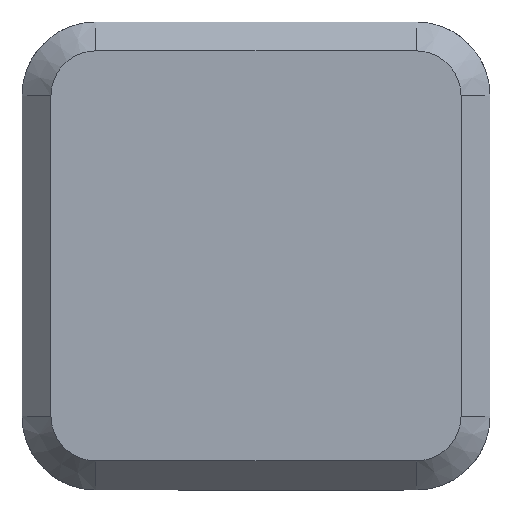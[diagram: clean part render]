
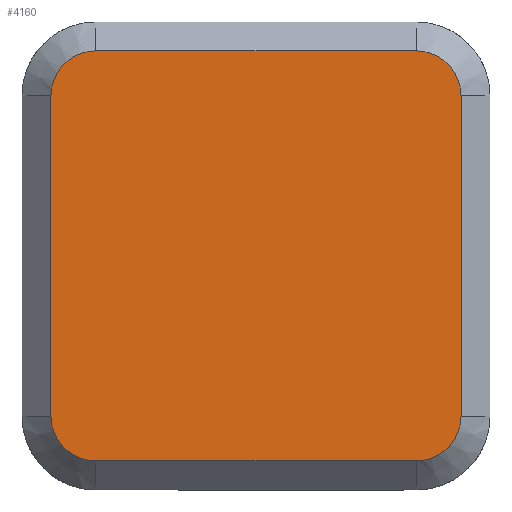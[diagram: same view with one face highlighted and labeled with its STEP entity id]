
A CAD part, top view. The second image highlights one B-rep face of the part: STEP entity #4160.
In plain terms, the highlighted planar face has unit normal (0, 0, 1).
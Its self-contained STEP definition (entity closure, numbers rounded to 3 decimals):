
#2007 = PLANE('',#2008);
#2008 = AXIS2_PLACEMENT_3D('',#2009,#2010,#2011);
#2009 = CARTESIAN_POINT('',(-13.,-16.65,5.5));
#2010 = DIRECTION('',(0.,1.,0.));
#2011 = DIRECTION('',(0.,0.,-1.));
#3604 = CYLINDRICAL_SURFACE('',#3605,3.65);
#3605 = AXIS2_PLACEMENT_3D('',#3606,#3607,#3608);
#3606 = CARTESIAN_POINT('',(13.,-13.,5.5));
#3607 = DIRECTION('',(0.,-0.,-1.));
#3608 = DIRECTION('',(0.,-1.,0.));
#3659 = CYLINDRICAL_SURFACE('',#3660,3.65);
#3660 = AXIS2_PLACEMENT_3D('',#3661,#3662,#3663);
#3661 = CARTESIAN_POINT('',(-13.,-13.,5.5));
#3662 = DIRECTION('',(0.,0.,-1.));
#3663 = DIRECTION('',(-1.,0.,0.));
#3697 = EDGE_CURVE('',#3698,#3700,#3702,.T.);
#3698 = VERTEX_POINT('',#3699);
#3699 = CARTESIAN_POINT('',(-13.,-16.65,5.5));
#3700 = VERTEX_POINT('',#3701);
#3701 = CARTESIAN_POINT('',(13.,-16.65,5.5));
#3702 = SURFACE_CURVE('',#3703,(#3707,#3714),.PCURVE_S1.);
#3703 = LINE('',#3704,#3705);
#3704 = CARTESIAN_POINT('',(-13.,-16.65,5.5));
#3705 = VECTOR('',#3706,1.);
#3706 = DIRECTION('',(1.,0.,0.));
#3707 = PCURVE('',#2007,#3708);
#3708 = DEFINITIONAL_REPRESENTATION('',(#3709),#3713);
#3709 = LINE('',#3710,#3711);
#3710 = CARTESIAN_POINT('',(0.,0.));
#3711 = VECTOR('',#3712,1.);
#3712 = DIRECTION('',(0.,-1.));
#3713 = ( GEOMETRIC_REPRESENTATION_CONTEXT(2) 
PARAMETRIC_REPRESENTATION_CONTEXT() REPRESENTATION_CONTEXT('2D SPACE',''
  ) );
#3714 = PCURVE('',#3715,#3720);
#3715 = PLANE('',#3716);
#3716 = AXIS2_PLACEMENT_3D('',#3717,#3718,#3719);
#3717 = CARTESIAN_POINT('',(0.,0.,5.5)
  );
#3718 = DIRECTION('',(0.,0.,1.));
#3719 = DIRECTION('',(1.,0.,0.));
#3720 = DEFINITIONAL_REPRESENTATION('',(#3721),#3725);
#3721 = LINE('',#3722,#3723);
#3722 = CARTESIAN_POINT('',(-13.,-16.65));
#3723 = VECTOR('',#3724,1.);
#3724 = DIRECTION('',(1.,0.));
#3725 = ( GEOMETRIC_REPRESENTATION_CONTEXT(2) 
PARAMETRIC_REPRESENTATION_CONTEXT() REPRESENTATION_CONTEXT('2D SPACE',''
  ) );
#3801 = PLANE('',#3802);
#3802 = AXIS2_PLACEMENT_3D('',#3803,#3804,#3805);
#3803 = CARTESIAN_POINT('',(16.65,13.,4.3));
#3804 = DIRECTION('',(-1.,0.,0.));
#3805 = DIRECTION('',(0.,0.,1.));
#3863 = PLANE('',#3864);
#3864 = AXIS2_PLACEMENT_3D('',#3865,#3866,#3867);
#3865 = CARTESIAN_POINT('',(-16.65,13.,5.5));
#3866 = DIRECTION('',(1.,0.,0.));
#3867 = DIRECTION('',(0.,0.,-1.));
#3918 = CYLINDRICAL_SURFACE('',#3919,3.65);
#3919 = AXIS2_PLACEMENT_3D('',#3920,#3921,#3922);
#3920 = CARTESIAN_POINT('',(13.,13.,5.5));
#3921 = DIRECTION('',(0.,0.,-1.));
#3922 = DIRECTION('',(1.,0.,0.));
#3973 = CYLINDRICAL_SURFACE('',#3974,3.65);
#3974 = AXIS2_PLACEMENT_3D('',#3975,#3976,#3977);
#3975 = CARTESIAN_POINT('',(-13.,13.,5.5));
#3976 = DIRECTION('',(0.,0.,-1.));
#3977 = DIRECTION('',(0.,1.,0.));
#4037 = PLANE('',#4038);
#4038 = AXIS2_PLACEMENT_3D('',#4039,#4040,#4041);
#4039 = CARTESIAN_POINT('',(-13.,16.65,4.3));
#4040 = DIRECTION('',(0.,-1.,0.));
#4041 = DIRECTION('',(0.,0.,1.));
#4064 = EDGE_CURVE('',#3700,#4065,#4067,.T.);
#4065 = VERTEX_POINT('',#4066);
#4066 = CARTESIAN_POINT('',(16.65,-13.,5.5));
#4067 = SURFACE_CURVE('',#4068,(#4073,#4080),.PCURVE_S1.);
#4068 = CIRCLE('',#4069,3.65);
#4069 = AXIS2_PLACEMENT_3D('',#4070,#4071,#4072);
#4070 = CARTESIAN_POINT('',(13.,-13.,5.5));
#4071 = DIRECTION('',(0.,0.,1.));
#4072 = DIRECTION('',(0.,-1.,0.));
#4073 = PCURVE('',#3604,#4074);
#4074 = DEFINITIONAL_REPRESENTATION('',(#4075),#4079);
#4075 = LINE('',#4076,#4077);
#4076 = CARTESIAN_POINT('',(-0.,0.));
#4077 = VECTOR('',#4078,1.);
#4078 = DIRECTION('',(-1.,0.));
#4079 = ( GEOMETRIC_REPRESENTATION_CONTEXT(2) 
PARAMETRIC_REPRESENTATION_CONTEXT() REPRESENTATION_CONTEXT('2D SPACE',''
  ) );
#4080 = PCURVE('',#3715,#4081);
#4081 = DEFINITIONAL_REPRESENTATION('',(#4082),#4086);
#4082 = CIRCLE('',#4083,3.65);
#4083 = AXIS2_PLACEMENT_2D('',#4084,#4085);
#4084 = CARTESIAN_POINT('',(13.,-13.));
#4085 = DIRECTION('',(0.,-1.));
#4086 = ( GEOMETRIC_REPRESENTATION_CONTEXT(2) 
PARAMETRIC_REPRESENTATION_CONTEXT() REPRESENTATION_CONTEXT('2D SPACE',''
  ) );
#4114 = EDGE_CURVE('',#4115,#3698,#4117,.T.);
#4115 = VERTEX_POINT('',#4116);
#4116 = CARTESIAN_POINT('',(-16.65,-13.,5.5));
#4117 = SURFACE_CURVE('',#4118,(#4123,#4130),.PCURVE_S1.);
#4118 = CIRCLE('',#4119,3.65);
#4119 = AXIS2_PLACEMENT_3D('',#4120,#4121,#4122);
#4120 = CARTESIAN_POINT('',(-13.,-13.,5.5));
#4121 = DIRECTION('',(0.,0.,1.));
#4122 = DIRECTION('',(-1.,0.,0.));
#4123 = PCURVE('',#3659,#4124);
#4124 = DEFINITIONAL_REPRESENTATION('',(#4125),#4129);
#4125 = LINE('',#4126,#4127);
#4126 = CARTESIAN_POINT('',(-0.,0.));
#4127 = VECTOR('',#4128,1.);
#4128 = DIRECTION('',(-1.,0.));
#4129 = ( GEOMETRIC_REPRESENTATION_CONTEXT(2) 
PARAMETRIC_REPRESENTATION_CONTEXT() REPRESENTATION_CONTEXT('2D SPACE',''
  ) );
#4130 = PCURVE('',#3715,#4131);
#4131 = DEFINITIONAL_REPRESENTATION('',(#4132),#4136);
#4132 = CIRCLE('',#4133,3.65);
#4133 = AXIS2_PLACEMENT_2D('',#4134,#4135);
#4134 = CARTESIAN_POINT('',(-13.,-13.));
#4135 = DIRECTION('',(-1.,0.));
#4136 = ( GEOMETRIC_REPRESENTATION_CONTEXT(2) 
PARAMETRIC_REPRESENTATION_CONTEXT() REPRESENTATION_CONTEXT('2D SPACE',''
  ) );
#4160 = ADVANCED_FACE('',(#4161),#3715,.T.);
#4161 = FACE_BOUND('',#4162,.T.);
#4162 = EDGE_LOOP('',(#4163,#4186,#4187,#4188,#4189,#4212,#4236,#4259));
#4163 = ORIENTED_EDGE('',*,*,#4164,.T.);
#4164 = EDGE_CURVE('',#4165,#4115,#4167,.T.);
#4165 = VERTEX_POINT('',#4166);
#4166 = CARTESIAN_POINT('',(-16.65,13.,5.5));
#4167 = SURFACE_CURVE('',#4168,(#4172,#4179),.PCURVE_S1.);
#4168 = LINE('',#4169,#4170);
#4169 = CARTESIAN_POINT('',(-16.65,13.,5.5));
#4170 = VECTOR('',#4171,1.);
#4171 = DIRECTION('',(0.,-1.,0.));
#4172 = PCURVE('',#3715,#4173);
#4173 = DEFINITIONAL_REPRESENTATION('',(#4174),#4178);
#4174 = LINE('',#4175,#4176);
#4175 = CARTESIAN_POINT('',(-16.65,13.));
#4176 = VECTOR('',#4177,1.);
#4177 = DIRECTION('',(0.,-1.));
#4178 = ( GEOMETRIC_REPRESENTATION_CONTEXT(2) 
PARAMETRIC_REPRESENTATION_CONTEXT() REPRESENTATION_CONTEXT('2D SPACE',''
  ) );
#4179 = PCURVE('',#3863,#4180);
#4180 = DEFINITIONAL_REPRESENTATION('',(#4181),#4185);
#4181 = LINE('',#4182,#4183);
#4182 = CARTESIAN_POINT('',(0.,0.));
#4183 = VECTOR('',#4184,1.);
#4184 = DIRECTION('',(0.,-1.));
#4185 = ( GEOMETRIC_REPRESENTATION_CONTEXT(2) 
PARAMETRIC_REPRESENTATION_CONTEXT() REPRESENTATION_CONTEXT('2D SPACE',''
  ) );
#4186 = ORIENTED_EDGE('',*,*,#4114,.T.);
#4187 = ORIENTED_EDGE('',*,*,#3697,.T.);
#4188 = ORIENTED_EDGE('',*,*,#4064,.T.);
#4189 = ORIENTED_EDGE('',*,*,#4190,.F.);
#4190 = EDGE_CURVE('',#4191,#4065,#4193,.T.);
#4191 = VERTEX_POINT('',#4192);
#4192 = CARTESIAN_POINT('',(16.65,13.,5.5));
#4193 = SURFACE_CURVE('',#4194,(#4198,#4205),.PCURVE_S1.);
#4194 = LINE('',#4195,#4196);
#4195 = CARTESIAN_POINT('',(16.65,13.,5.5));
#4196 = VECTOR('',#4197,1.);
#4197 = DIRECTION('',(0.,-1.,0.));
#4198 = PCURVE('',#3715,#4199);
#4199 = DEFINITIONAL_REPRESENTATION('',(#4200),#4204);
#4200 = LINE('',#4201,#4202);
#4201 = CARTESIAN_POINT('',(16.65,13.));
#4202 = VECTOR('',#4203,1.);
#4203 = DIRECTION('',(0.,-1.));
#4204 = ( GEOMETRIC_REPRESENTATION_CONTEXT(2) 
PARAMETRIC_REPRESENTATION_CONTEXT() REPRESENTATION_CONTEXT('2D SPACE',''
  ) );
#4205 = PCURVE('',#3801,#4206);
#4206 = DEFINITIONAL_REPRESENTATION('',(#4207),#4211);
#4207 = LINE('',#4208,#4209);
#4208 = CARTESIAN_POINT('',(1.2,0.));
#4209 = VECTOR('',#4210,1.);
#4210 = DIRECTION('',(0.,-1.));
#4211 = ( GEOMETRIC_REPRESENTATION_CONTEXT(2) 
PARAMETRIC_REPRESENTATION_CONTEXT() REPRESENTATION_CONTEXT('2D SPACE',''
  ) );
#4212 = ORIENTED_EDGE('',*,*,#4213,.T.);
#4213 = EDGE_CURVE('',#4191,#4214,#4216,.T.);
#4214 = VERTEX_POINT('',#4215);
#4215 = CARTESIAN_POINT('',(13.,16.65,5.5));
#4216 = SURFACE_CURVE('',#4217,(#4222,#4229),.PCURVE_S1.);
#4217 = CIRCLE('',#4218,3.65);
#4218 = AXIS2_PLACEMENT_3D('',#4219,#4220,#4221);
#4219 = CARTESIAN_POINT('',(13.,13.,5.5));
#4220 = DIRECTION('',(0.,0.,1.));
#4221 = DIRECTION('',(1.,0.,0.));
#4222 = PCURVE('',#3715,#4223);
#4223 = DEFINITIONAL_REPRESENTATION('',(#4224),#4228);
#4224 = CIRCLE('',#4225,3.65);
#4225 = AXIS2_PLACEMENT_2D('',#4226,#4227);
#4226 = CARTESIAN_POINT('',(13.,13.));
#4227 = DIRECTION('',(1.,0.));
#4228 = ( GEOMETRIC_REPRESENTATION_CONTEXT(2) 
PARAMETRIC_REPRESENTATION_CONTEXT() REPRESENTATION_CONTEXT('2D SPACE',''
  ) );
#4229 = PCURVE('',#3918,#4230);
#4230 = DEFINITIONAL_REPRESENTATION('',(#4231),#4235);
#4231 = LINE('',#4232,#4233);
#4232 = CARTESIAN_POINT('',(-0.,0.));
#4233 = VECTOR('',#4234,1.);
#4234 = DIRECTION('',(-1.,0.));
#4235 = ( GEOMETRIC_REPRESENTATION_CONTEXT(2) 
PARAMETRIC_REPRESENTATION_CONTEXT() REPRESENTATION_CONTEXT('2D SPACE',''
  ) );
#4236 = ORIENTED_EDGE('',*,*,#4237,.F.);
#4237 = EDGE_CURVE('',#4238,#4214,#4240,.T.);
#4238 = VERTEX_POINT('',#4239);
#4239 = CARTESIAN_POINT('',(-13.,16.65,5.5));
#4240 = SURFACE_CURVE('',#4241,(#4245,#4252),.PCURVE_S1.);
#4241 = LINE('',#4242,#4243);
#4242 = CARTESIAN_POINT('',(-13.,16.65,5.5));
#4243 = VECTOR('',#4244,1.);
#4244 = DIRECTION('',(1.,0.,0.));
#4245 = PCURVE('',#3715,#4246);
#4246 = DEFINITIONAL_REPRESENTATION('',(#4247),#4251);
#4247 = LINE('',#4248,#4249);
#4248 = CARTESIAN_POINT('',(-13.,16.65));
#4249 = VECTOR('',#4250,1.);
#4250 = DIRECTION('',(1.,0.));
#4251 = ( GEOMETRIC_REPRESENTATION_CONTEXT(2) 
PARAMETRIC_REPRESENTATION_CONTEXT() REPRESENTATION_CONTEXT('2D SPACE',''
  ) );
#4252 = PCURVE('',#4037,#4253);
#4253 = DEFINITIONAL_REPRESENTATION('',(#4254),#4258);
#4254 = LINE('',#4255,#4256);
#4255 = CARTESIAN_POINT('',(1.2,0.));
#4256 = VECTOR('',#4257,1.);
#4257 = DIRECTION('',(0.,-1.));
#4258 = ( GEOMETRIC_REPRESENTATION_CONTEXT(2) 
PARAMETRIC_REPRESENTATION_CONTEXT() REPRESENTATION_CONTEXT('2D SPACE',''
  ) );
#4259 = ORIENTED_EDGE('',*,*,#4260,.T.);
#4260 = EDGE_CURVE('',#4238,#4165,#4261,.T.);
#4261 = SURFACE_CURVE('',#4262,(#4267,#4274),.PCURVE_S1.);
#4262 = CIRCLE('',#4263,3.65);
#4263 = AXIS2_PLACEMENT_3D('',#4264,#4265,#4266);
#4264 = CARTESIAN_POINT('',(-13.,13.,5.5));
#4265 = DIRECTION('',(0.,0.,1.));
#4266 = DIRECTION('',(0.,1.,0.));
#4267 = PCURVE('',#3715,#4268);
#4268 = DEFINITIONAL_REPRESENTATION('',(#4269),#4273);
#4269 = CIRCLE('',#4270,3.65);
#4270 = AXIS2_PLACEMENT_2D('',#4271,#4272);
#4271 = CARTESIAN_POINT('',(-13.,13.));
#4272 = DIRECTION('',(0.,1.));
#4273 = ( GEOMETRIC_REPRESENTATION_CONTEXT(2) 
PARAMETRIC_REPRESENTATION_CONTEXT() REPRESENTATION_CONTEXT('2D SPACE',''
  ) );
#4274 = PCURVE('',#3973,#4275);
#4275 = DEFINITIONAL_REPRESENTATION('',(#4276),#4280);
#4276 = LINE('',#4277,#4278);
#4277 = CARTESIAN_POINT('',(-0.,0.));
#4278 = VECTOR('',#4279,1.);
#4279 = DIRECTION('',(-1.,0.));
#4280 = ( GEOMETRIC_REPRESENTATION_CONTEXT(2) 
PARAMETRIC_REPRESENTATION_CONTEXT() REPRESENTATION_CONTEXT('2D SPACE',''
  ) );
